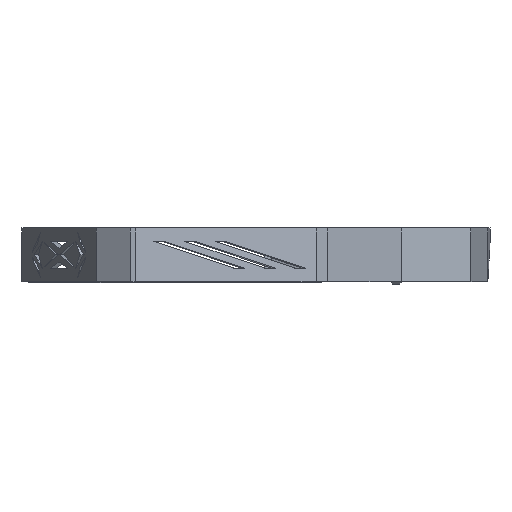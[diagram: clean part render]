
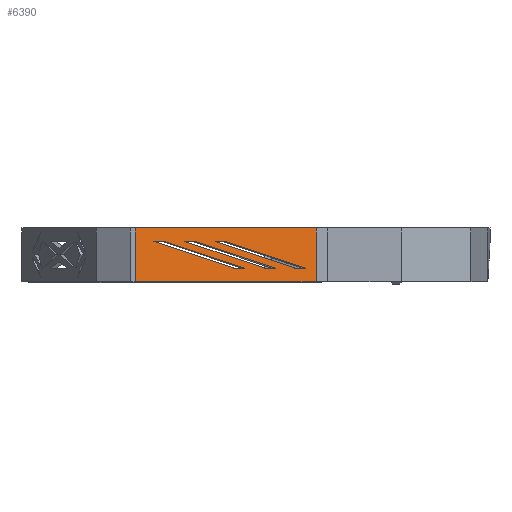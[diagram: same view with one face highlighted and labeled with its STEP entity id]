
A CAD part, left-side view. The second image highlights one B-rep face of the part: STEP entity #6390.
In plain terms, the highlighted planar face has unit normal (-0.836, -0.549, 0).
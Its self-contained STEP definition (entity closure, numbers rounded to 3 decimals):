
#68=FACE_BOUND('',#1060,.T.);
#69=FACE_BOUND('',#1061,.T.);
#70=FACE_BOUND('',#1062,.T.);
#393=PLANE('',#6752);
#712=FACE_OUTER_BOUND('',#1059,.T.);
#1059=EDGE_LOOP('',(#5760,#5761,#5762,#5763));
#1060=EDGE_LOOP('',(#5764,#5765,#5766,#5767));
#1061=EDGE_LOOP('',(#5768,#5769,#5770,#5771));
#1062=EDGE_LOOP('',(#5772,#5773,#5774,#5775));
#1181=LINE('',#8552,#1987);
#1254=LINE('',#8837,#2060);
#1656=LINE('',#9649,#2462);
#1659=LINE('',#9655,#2465);
#1662=LINE('',#9661,#2468);
#1665=LINE('',#9665,#2471);
#1668=LINE('',#9673,#2474);
#1671=LINE('',#9679,#2477);
#1674=LINE('',#9685,#2480);
#1677=LINE('',#9689,#2483);
#1680=LINE('',#9697,#2486);
#1683=LINE('',#9703,#2489);
#1686=LINE('',#9709,#2492);
#1689=LINE('',#9713,#2495);
#1910=LINE('',#10568,#2716);
#1911=LINE('',#10570,#2717);
#1987=VECTOR('',#6885,10.);
#2060=VECTOR('',#6978,10.);
#2462=VECTOR('',#7612,10.);
#2465=VECTOR('',#7617,10.);
#2468=VECTOR('',#7622,10.);
#2471=VECTOR('',#7627,10.);
#2474=VECTOR('',#7632,10.);
#2477=VECTOR('',#7637,10.);
#2480=VECTOR('',#7642,10.);
#2483=VECTOR('',#7647,10.);
#2486=VECTOR('',#7652,10.);
#2489=VECTOR('',#7657,10.);
#2492=VECTOR('',#7662,10.);
#2495=VECTOR('',#7667,10.);
#2716=VECTOR('',#8196,10.);
#2717=VECTOR('',#8199,10.);
#2865=VERTEX_POINT('',#8549);
#2866=VERTEX_POINT('',#8551);
#2958=VERTEX_POINT('',#8834);
#2959=VERTEX_POINT('',#8836);
#3246=VERTEX_POINT('',#9646);
#3247=VERTEX_POINT('',#9648);
#3249=VERTEX_POINT('',#9654);
#3251=VERTEX_POINT('',#9660);
#3254=VERTEX_POINT('',#9670);
#3255=VERTEX_POINT('',#9672);
#3257=VERTEX_POINT('',#9678);
#3259=VERTEX_POINT('',#9684);
#3262=VERTEX_POINT('',#9694);
#3263=VERTEX_POINT('',#9696);
#3265=VERTEX_POINT('',#9702);
#3267=VERTEX_POINT('',#9708);
#3456=EDGE_CURVE('',#2865,#2866,#1181,.T.);
#3554=EDGE_CURVE('',#2958,#2959,#1254,.T.);
#3963=EDGE_CURVE('',#3247,#3246,#1656,.T.);
#3966=EDGE_CURVE('',#3249,#3247,#1659,.T.);
#3969=EDGE_CURVE('',#3251,#3249,#1662,.T.);
#3972=EDGE_CURVE('',#3246,#3251,#1665,.T.);
#3975=EDGE_CURVE('',#3255,#3254,#1668,.T.);
#3978=EDGE_CURVE('',#3257,#3255,#1671,.T.);
#3981=EDGE_CURVE('',#3259,#3257,#1674,.T.);
#3984=EDGE_CURVE('',#3254,#3259,#1677,.T.);
#3987=EDGE_CURVE('',#3263,#3262,#1680,.T.);
#3990=EDGE_CURVE('',#3265,#3263,#1683,.T.);
#3993=EDGE_CURVE('',#3267,#3265,#1686,.T.);
#3996=EDGE_CURVE('',#3262,#3267,#1689,.T.);
#4250=EDGE_CURVE('',#2865,#2959,#1910,.T.);
#4251=EDGE_CURVE('',#2866,#2958,#1911,.T.);
#5760=ORIENTED_EDGE('',*,*,#4250,.T.);
#5761=ORIENTED_EDGE('',*,*,#3554,.F.);
#5762=ORIENTED_EDGE('',*,*,#4251,.F.);
#5763=ORIENTED_EDGE('',*,*,#3456,.F.);
#5764=ORIENTED_EDGE('',*,*,#3969,.T.);
#5765=ORIENTED_EDGE('',*,*,#3966,.T.);
#5766=ORIENTED_EDGE('',*,*,#3963,.T.);
#5767=ORIENTED_EDGE('',*,*,#3972,.T.);
#5768=ORIENTED_EDGE('',*,*,#3981,.T.);
#5769=ORIENTED_EDGE('',*,*,#3978,.T.);
#5770=ORIENTED_EDGE('',*,*,#3975,.T.);
#5771=ORIENTED_EDGE('',*,*,#3984,.T.);
#5772=ORIENTED_EDGE('',*,*,#3993,.T.);
#5773=ORIENTED_EDGE('',*,*,#3990,.T.);
#5774=ORIENTED_EDGE('',*,*,#3987,.T.);
#5775=ORIENTED_EDGE('',*,*,#3996,.T.);
#6390=ADVANCED_FACE('',(#712,#68,#69,#70),#393,.T.);
#6752=AXIS2_PLACEMENT_3D('',#10569,#8197,#8198);
#6885=DIRECTION('',(-0.549,0.836,0.));
#6978=DIRECTION('',(0.549,-0.836,0.));
#7612=DIRECTION('',(0.529,-0.805,-0.269));
#7617=DIRECTION('',(0.549,-0.836,0.));
#7622=DIRECTION('',(-0.529,0.805,0.269));
#7627=DIRECTION('',(-0.549,0.836,0.));
#7632=DIRECTION('',(-0.549,0.836,0.));
#7637=DIRECTION('',(0.529,-0.805,-0.269));
#7642=DIRECTION('',(0.549,-0.836,0.));
#7647=DIRECTION('',(-0.529,0.805,0.269));
#7652=DIRECTION('',(-0.549,0.836,0.));
#7657=DIRECTION('',(0.529,-0.805,-0.269));
#7662=DIRECTION('',(0.549,-0.836,0.));
#7667=DIRECTION('',(-0.529,0.805,0.269));
#8196=DIRECTION('',(0.,0.,1.));
#8197=DIRECTION('center_axis',(-0.836,-0.549,0.));
#8198=DIRECTION('ref_axis',(0.549,-0.836,0.));
#8199=DIRECTION('',(0.,0.,1.));
#8549=CARTESIAN_POINT('',(-89.138,-13.592,0.));
#8551=CARTESIAN_POINT('',(-137.88,60.539,0.));
#8552=CARTESIAN_POINT('',(-89.138,-13.592,0.));
#8834=CARTESIAN_POINT('',(-137.88,60.539,22.));
#8836=CARTESIAN_POINT('',(-89.138,-13.592,22.));
#8837=CARTESIAN_POINT('',(-89.138,-13.592,22.));
#9646=CARTESIAN_POINT('',(-108.367,15.652,5.5));
#9648=CARTESIAN_POINT('',(-129.991,48.54,16.5));
#9649=CARTESIAN_POINT('',(-132.831,52.859,17.945));
#9654=CARTESIAN_POINT('',(-132.738,52.718,16.5));
#9655=CARTESIAN_POINT('',(-135.309,56.628,16.5));
#9660=CARTESIAN_POINT('',(-111.114,19.83,5.5));
#9661=CARTESIAN_POINT('',(-123.492,38.656,11.797));
#9665=CARTESIAN_POINT('',(-123.124,38.095,5.5));
#9670=CARTESIAN_POINT('',(-102.873,7.297,5.5));
#9672=CARTESIAN_POINT('',(-100.126,3.119,5.5));
#9673=CARTESIAN_POINT('',(-119.003,31.829,5.5));
#9678=CARTESIAN_POINT('',(-121.75,36.007,16.5));
#9679=CARTESIAN_POINT('',(-128.412,46.139,19.889));
#9684=CARTESIAN_POINT('',(-124.497,40.184,16.5));
#9685=CARTESIAN_POINT('',(-131.189,50.362,16.5));
#9689=CARTESIAN_POINT('',(-119.073,31.935,13.741));
#9694=CARTESIAN_POINT('',(-94.632,-5.237,5.5));
#9696=CARTESIAN_POINT('',(-91.885,-9.415,5.5));
#9697=CARTESIAN_POINT('',(-114.883,25.562,5.5));
#9702=CARTESIAN_POINT('',(-113.509,23.473,16.5));
#9703=CARTESIAN_POINT('',(-123.993,39.418,21.833));
#9708=CARTESIAN_POINT('',(-116.256,27.651,16.5));
#9709=CARTESIAN_POINT('',(-127.068,44.095,16.5));
#9713=CARTESIAN_POINT('',(-114.654,25.214,15.685));
#10568=CARTESIAN_POINT('',(-89.138,-13.592,5.));
#10569=CARTESIAN_POINT('Origin',(-137.88,60.539,5.));
#10570=CARTESIAN_POINT('',(-137.88,60.539,5.));
